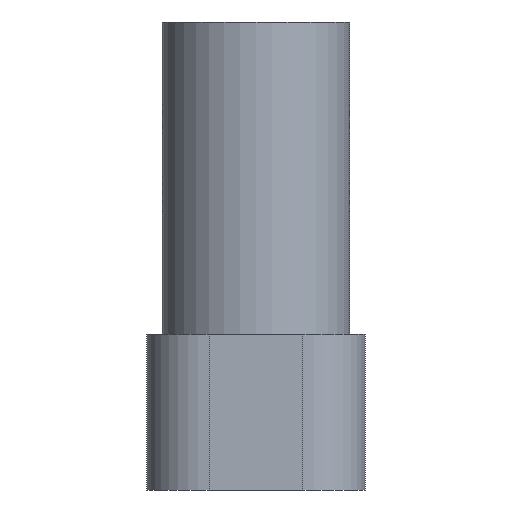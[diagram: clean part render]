
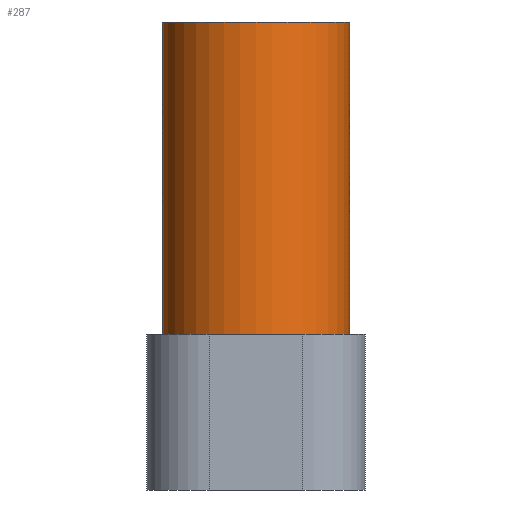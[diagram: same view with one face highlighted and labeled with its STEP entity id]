
A CAD part, front view. The second image highlights one B-rep face of the part: STEP entity #287.
In plain terms, the highlighted cylindrical face has radius 3 mm (diameter 6 mm), a partial arc.
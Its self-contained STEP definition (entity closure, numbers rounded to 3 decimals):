
#6 = DIRECTION ( 'NONE',  ( 0., 0., 1. ) ) ;
#7 = AXIS2_PLACEMENT_3D ( 'NONE', #320, #326, #112 ) ;
#18 = CARTESIAN_POINT ( 'NONE',  ( 6.5, 0., 15. ) ) ;
#20 = CARTESIAN_POINT ( 'NONE',  ( 6.5, 0., 5. ) ) ;
#33 = VECTOR ( 'NONE', #224, 1000. ) ;
#36 = VERTEX_POINT ( 'NONE', #148 ) ;
#44 = CARTESIAN_POINT ( 'NONE',  ( 3.5, 0., 5. ) ) ;
#79 = AXIS2_PLACEMENT_3D ( 'NONE', #44, #6, #521 ) ;
#91 = EDGE_CURVE ( 'NONE', #338, #256, #309, .T. ) ;
#97 = CARTESIAN_POINT ( 'NONE',  ( 3.5, 0., 15. ) ) ;
#101 = LINE ( 'NONE', #229, #33 ) ;
#112 = DIRECTION ( 'NONE',  ( 1., 0., 0. ) ) ;
#148 = CARTESIAN_POINT ( 'NONE',  ( 0.5, 0., 5. ) ) ;
#170 = EDGE_CURVE ( 'NONE', #36, #378, #349, .T. ) ;
#177 = CARTESIAN_POINT ( 'NONE',  ( 0.5, 0., 15. ) ) ;
#195 = LINE ( 'NONE', #18, #232 ) ;
#208 = ORIENTED_EDGE ( 'NONE', *, *, #409, .F. ) ;
#224 = DIRECTION ( 'NONE',  ( 0., 0., -1. ) ) ;
#229 = CARTESIAN_POINT ( 'NONE',  ( 0.5, 0., 15. ) ) ;
#232 = VECTOR ( 'NONE', #365, 1000. ) ;
#256 = VERTEX_POINT ( 'NONE', #315 ) ;
#257 = EDGE_LOOP ( 'NONE', ( #208, #291, #455, #498 ) ) ;
#287 = ADVANCED_FACE ( 'NONE', ( #483 ), #527, .T. ) ;
#291 = ORIENTED_EDGE ( 'NONE', *, *, #91, .F. ) ;
#301 = DIRECTION ( 'NONE',  ( 0., 0., -1. ) ) ;
#309 = CIRCLE ( 'NONE', #7, 3. ) ;
#315 = CARTESIAN_POINT ( 'NONE',  ( 6.5, 0., 15. ) ) ;
#320 = CARTESIAN_POINT ( 'NONE',  ( 3.5, 0., 15. ) ) ;
#326 = DIRECTION ( 'NONE',  ( 0., 0., 1. ) ) ;
#338 = VERTEX_POINT ( 'NONE', #177 ) ;
#342 = EDGE_CURVE ( 'NONE', #338, #36, #101, .T. ) ;
#349 = CIRCLE ( 'NONE', #79, 3. ) ;
#365 = DIRECTION ( 'NONE',  ( 0., 0., -1. ) ) ;
#378 = VERTEX_POINT ( 'NONE', #20 ) ;
#409 = EDGE_CURVE ( 'NONE', #256, #378, #195, .T. ) ;
#455 = ORIENTED_EDGE ( 'NONE', *, *, #342, .T. ) ;
#483 = FACE_OUTER_BOUND ( 'NONE', #257, .T. ) ;
#498 = ORIENTED_EDGE ( 'NONE', *, *, #170, .T. ) ;
#521 = DIRECTION ( 'NONE',  ( 1., 0., 0. ) ) ;
#526 = AXIS2_PLACEMENT_3D ( 'NONE', #97, #301, #529 ) ;
#527 = CYLINDRICAL_SURFACE ( 'NONE', #526, 3. ) ;
#529 = DIRECTION ( 'NONE',  ( -1., 0., 0. ) ) ;
